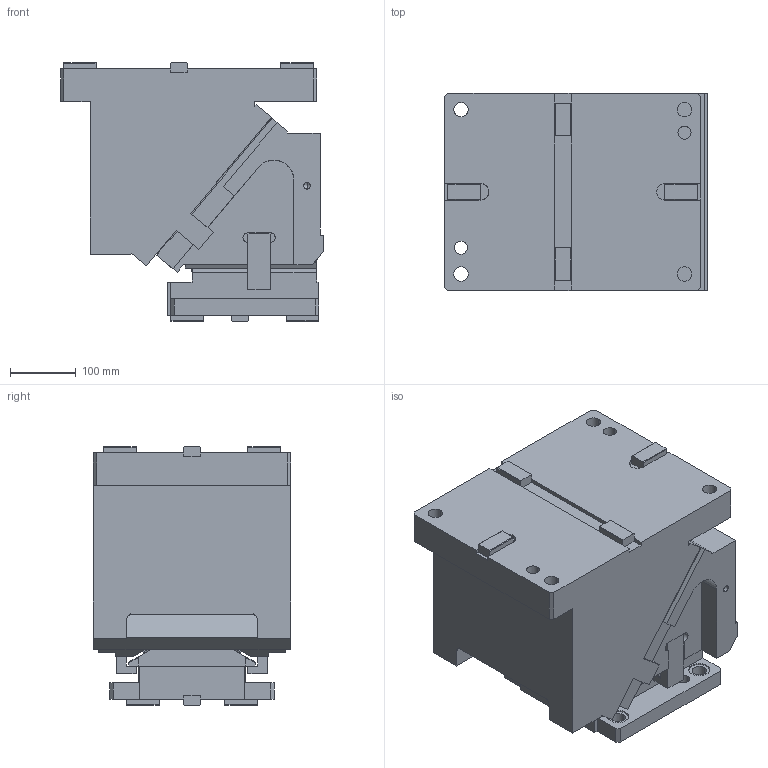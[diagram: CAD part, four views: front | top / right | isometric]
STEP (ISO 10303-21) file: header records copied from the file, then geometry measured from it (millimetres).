
FILE_DESCRIPTION(('CATIA V5 STEP Exchange'),'2;1');
FILE_NAME('CACV_300_00.stp','2015-04-24T14:16:17+00:00',('none'),('none'),'CATIA Version 5 Release 19 SP 2 (IN-10)','CATIA V5 STEP AP203','none');
FILE_SCHEMA(('CONFIG_CONTROL_DESIGN'));
Length unit declared in the file: millimetre
Products named in the file (1): CACV_300_00
Bounding box: 400 x 300 x 393 mm (x, y, z)
Volume: 28319334.7 mm3; surface area: 1307576.7 mm2
Topology: 3 solids, 8 shells, 574 faces, 1639 edges, 1068 vertices
Faces by surface type: plane 395, cylinder 147, cone 18, bspline 6, torus 4, extrusion 4
Entity records: 19190 total; most frequent: CARTESIAN_POINT 4864, ORIENTED_EDGE 3228, DIRECTION 2467, EDGE_CURVE 1614, VECTOR 1297, LINE 1293, VERTEX_POINT 1065, AXIS2_PLACEMENT_3D 674
